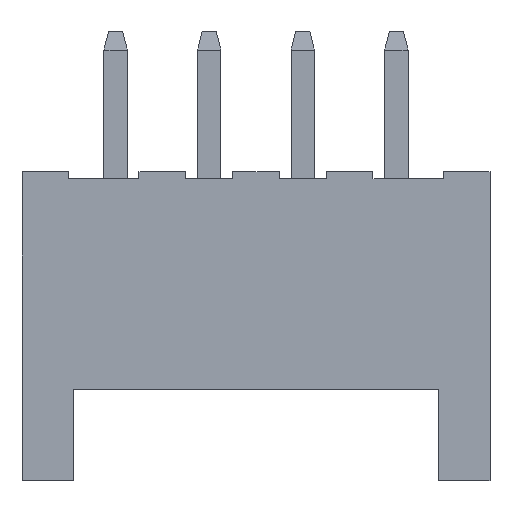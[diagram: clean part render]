
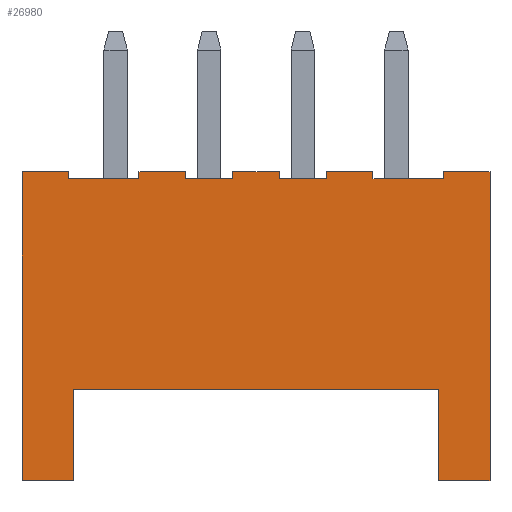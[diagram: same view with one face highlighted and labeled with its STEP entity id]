
A CAD part, front view. The second image highlights one B-rep face of the part: STEP entity #26980.
In plain terms, the highlighted planar face has unit normal (0, -1, 0).
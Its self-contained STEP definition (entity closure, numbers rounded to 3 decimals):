
#1640=CARTESIAN_POINT('',(-10.222,-2.345,0.));
#1650=VERTEX_POINT('',#1640);
#1680=CARTESIAN_POINT('',(-9.122,-2.345,0.));
#1690=DIRECTION('',(-1.,0.,0.));
#1700=VECTOR('',#1690,1.);
#1710=LINE('',#1680,#1700);
#1720=CARTESIAN_POINT('',(-9.122,-2.345,0.));
#1730=VERTEX_POINT('',#1720);
#1740=EDGE_CURVE('',#1730,#1650,#1710,.T.);
#10420=CARTESIAN_POINT('',(-1.222,-2.345,6.45));
#10430=VERTEX_POINT('',#10420);
#10460=CARTESIAN_POINT('',(-10.444,-2.345,6.45));
#10470=DIRECTION('',(-1.,0.,0.));
#10480=VECTOR('',#10470,1.);
#10490=LINE('',#10460,#10480);
#10500=CARTESIAN_POINT('',(-2.722,-2.345,6.45));
#10510=VERTEX_POINT('',#10500);
#10520=EDGE_CURVE('',#10430,#10510,#10490,.T.);
#10740=CARTESIAN_POINT('',(-3.722,-2.345,6.45));
#10750=VERTEX_POINT('',#10740);
#10780=CARTESIAN_POINT('',(-10.444,-2.345,6.45));
#10790=DIRECTION('',(-1.,0.,0.));
#10800=VECTOR('',#10790,1.);
#10810=LINE('',#10780,#10800);
#10820=CARTESIAN_POINT('',(-4.722,-2.345,6.45));
#10830=VERTEX_POINT('',#10820);
#10840=EDGE_CURVE('',#10750,#10830,#10810,.T.);
#11060=CARTESIAN_POINT('',(-5.722,-2.345,6.45));
#11070=VERTEX_POINT('',#11060);
#11100=CARTESIAN_POINT('',(-10.444,-2.345,6.45));
#11110=DIRECTION('',(-1.,0.,0.));
#11120=VECTOR('',#11110,1.);
#11130=LINE('',#11100,#11120);
#11140=CARTESIAN_POINT('',(-6.722,-2.345,6.45));
#11150=VERTEX_POINT('',#11140);
#11160=EDGE_CURVE('',#11070,#11150,#11130,.T.);
#11290=CARTESIAN_POINT('',(-7.722,-2.345,6.45));
#11300=VERTEX_POINT('',#11290);
#11330=CARTESIAN_POINT('',(0.,-2.345,6.45));
#11340=DIRECTION('',(1.,0.,0.));
#11350=VECTOR('',#11340,1.);
#11360=LINE('',#11330,#11350);
#11370=CARTESIAN_POINT('',(-9.222,-2.345,6.45));
#11380=VERTEX_POINT('',#11370);
#11390=EDGE_CURVE('',#11380,#11300,#11360,.T.);
#14410=CARTESIAN_POINT('',(-6.722,-2.345,6.6));
#14420=VERTEX_POINT('',#14410);
#14450=CARTESIAN_POINT('',(0.,-2.345,6.6));
#14460=DIRECTION('',(1.,0.,0.));
#14470=VECTOR('',#14460,1.);
#14480=LINE('',#14450,#14470);
#14490=CARTESIAN_POINT('',(-7.722,-2.345,6.6));
#14500=VERTEX_POINT('',#14490);
#14510=EDGE_CURVE('',#14500,#14420,#14480,.T.);
#17800=CARTESIAN_POINT('',(-2.722,-2.345,0.));
#17810=DIRECTION('',(0.,0.,1.));
#17820=VECTOR('',#17810,1.);
#17830=LINE('',#17800,#17820);
#17840=CARTESIAN_POINT('',(-2.722,-2.345,6.6));
#17850=VERTEX_POINT('',#17840);
#17860=EDGE_CURVE('',#10510,#17850,#17830,.T.);
#18750=CARTESIAN_POINT('',(-10.222,-2.345,6.6));
#18760=VERTEX_POINT('',#18750);
#18770=CARTESIAN_POINT('',(-9.222,-2.345,6.6));
#18780=VERTEX_POINT('',#18770);
#18790=EDGE_CURVE('',#18760,#18780,#14480,.T.);
#21110=CARTESIAN_POINT('',(-1.322,-2.345,1.95));
#21120=VERTEX_POINT('',#21110);
#21290=CARTESIAN_POINT('',(-9.122,-2.345,1.95));
#21300=VERTEX_POINT('',#21290);
#21330=CARTESIAN_POINT('',(-26.,-2.345,1.95));
#21340=DIRECTION('',(-1.,0.,0.));
#21350=VECTOR('',#21340,1.);
#21360=LINE('',#21330,#21350);
#21370=EDGE_CURVE('',#21120,#21300,#21360,.T.);
#24060=CARTESIAN_POINT('',(-1.322,-2.345,
0.));
#24070=VERTEX_POINT('',#24060);
#24100=CARTESIAN_POINT('',(-1.322,-2.345,
0.));
#24110=DIRECTION('',(1.,0.,0.));
#24120=VECTOR('',#24110,1.);
#24130=LINE('',#24100,#24120);
#24140=CARTESIAN_POINT('',(-0.222,-2.345,
0.));
#24150=VERTEX_POINT('',#24140);
#24160=EDGE_CURVE('',#24070,#24150,#24130,.T.);
#24720=CARTESIAN_POINT('',(-1.322,-2.345,
0.));
#24730=DIRECTION('',(0.,0.,1.));
#24740=VECTOR('',#24730,1.);
#24750=LINE('',#24720,#24740);
#24760=EDGE_CURVE('',#24070,#21120,#24750,.T.);
#24910=CARTESIAN_POINT('',(-1.222,-2.345,6.6));
#24920=VERTEX_POINT('',#24910);
#24950=CARTESIAN_POINT('',(-1.222,-2.345,0.));
#24960=DIRECTION('',(0.,0.,-1.));
#24970=VECTOR('',#24960,1.);
#24980=LINE('',#24950,#24970);
#24990=EDGE_CURVE('',#24920,#10430,#24980,.T.);
#25390=CARTESIAN_POINT('',(-5.722,-2.345,6.6));
#25400=VERTEX_POINT('',#25390);
#25570=CARTESIAN_POINT('',(-4.722,-2.345,6.6));
#25580=VERTEX_POINT('',#25570);
#25610=CARTESIAN_POINT('',(-10.444,-2.345,6.6));
#25620=DIRECTION('',(-1.,0.,0.));
#25630=VECTOR('',#25620,1.);
#25640=LINE('',#25610,#25630);
#25650=EDGE_CURVE('',#25580,#25400,#25640,.T.);
#25760=CARTESIAN_POINT('',(-4.722,-2.345,0.));
#25770=DIRECTION('',(0.,0.,1.));
#25780=VECTOR('',#25770,1.);
#25790=LINE('',#25760,#25780);
#25800=EDGE_CURVE('',#10830,#25580,#25790,.T.);
#26150=CARTESIAN_POINT('',(-5.722,-2.345,0.));
#26160=DIRECTION('',(0.,0.,-1.));
#26170=VECTOR('',#26160,1.);
#26180=LINE('',#26150,#26170);
#26190=EDGE_CURVE('',#25400,#11070,#26180,.T.);
#26260=CARTESIAN_POINT('',(-35.615,-2.345,0.527)
);
#26270=DIRECTION('',(0.,-1.,0.));
#26280=DIRECTION('',(1.,0.,0.));
#26290=AXIS2_PLACEMENT_3D('',#26260,#26270,#26280);
#26300=PLANE('',#26290);
#26310=CARTESIAN_POINT('',(-9.122,-2.345,0.));
#26320=DIRECTION('',(0.,0.,1.));
#26330=VECTOR('',#26320,1.);
#26340=LINE('',#26310,#26330);
#26350=EDGE_CURVE('',#1730,#21300,#26340,.T.);
#26360=ORIENTED_EDGE('',*,*,#26350,.T.);
#26370=ORIENTED_EDGE('',*,*,#1740,.F.);
#26380=CARTESIAN_POINT('',(-10.222,-2.345,0.));
#26390=DIRECTION('',(0.,0.,-1.));
#26400=VECTOR('',#26390,1.);
#26410=LINE('',#26380,#26400);
#26420=EDGE_CURVE('',#18760,#1650,#26410,.T.);
#26430=ORIENTED_EDGE('',*,*,#26420,.T.);
#26440=ORIENTED_EDGE('',*,*,#18790,.F.);
#26450=CARTESIAN_POINT('',(-9.222,-2.345,0.));
#26460=DIRECTION('',(0.,0.,-1.));
#26470=VECTOR('',#26460,1.);
#26480=LINE('',#26450,#26470);
#26490=EDGE_CURVE('',#18780,#11380,#26480,.T.);
#26500=ORIENTED_EDGE('',*,*,#26490,.F.);
#26510=ORIENTED_EDGE('',*,*,#11390,.F.);
#26520=CARTESIAN_POINT('',(-7.722,-2.345,0.));
#26530=DIRECTION('',(0.,0.,1.));
#26540=VECTOR('',#26530,1.);
#26550=LINE('',#26520,#26540);
#26560=EDGE_CURVE('',#11300,#14500,#26550,.T.);
#26570=ORIENTED_EDGE('',*,*,#26560,.F.);
#26580=ORIENTED_EDGE('',*,*,#14510,.F.);
#26590=CARTESIAN_POINT('',(-6.722,-2.345,0.));
#26600=DIRECTION('',(0.,0.,1.));
#26610=VECTOR('',#26600,1.);
#26620=LINE('',#26590,#26610);
#26630=EDGE_CURVE('',#11150,#14420,#26620,.T.);
#26640=ORIENTED_EDGE('',*,*,#26630,.T.);
#26650=ORIENTED_EDGE('',*,*,#11160,.T.);
#26660=ORIENTED_EDGE('',*,*,#26190,.T.);
#26670=ORIENTED_EDGE('',*,*,#25650,.T.);
#26680=ORIENTED_EDGE('',*,*,#25800,.T.);
#26690=ORIENTED_EDGE('',*,*,#10840,.T.);
#26700=CARTESIAN_POINT('',(-3.722,-2.345,0.));
#26710=DIRECTION('',(0.,0.,-1.));
#26720=VECTOR('',#26710,1.);
#26730=LINE('',#26700,#26720);
#26740=CARTESIAN_POINT('',(-3.722,-2.345,6.6));
#26750=VERTEX_POINT('',#26740);
#26760=EDGE_CURVE('',#26750,#10750,#26730,.T.);
#26770=ORIENTED_EDGE('',*,*,#26760,.T.);
#26780=EDGE_CURVE('',#17850,#26750,#25640,.T.);
#26790=ORIENTED_EDGE('',*,*,#26780,.T.);
#26800=ORIENTED_EDGE('',*,*,#17860,.T.);
#26810=ORIENTED_EDGE('',*,*,#10520,.T.);
#26820=ORIENTED_EDGE('',*,*,#24990,.T.);
#26830=CARTESIAN_POINT('',(-0.222,-2.345,6.6));
#26840=VERTEX_POINT('',#26830);
#26850=EDGE_CURVE('',#26840,#24920,#25640,.T.);
#26860=ORIENTED_EDGE('',*,*,#26850,.T.);
#26870=CARTESIAN_POINT('',(-0.222,-2.345,
0.));
#26880=DIRECTION('',(0.,0.,-1.));
#26890=VECTOR('',#26880,1.);
#26900=LINE('',#26870,#26890);
#26910=EDGE_CURVE('',#26840,#24150,#26900,.T.);
#26920=ORIENTED_EDGE('',*,*,#26910,.F.);
#26930=ORIENTED_EDGE('',*,*,#24160,.T.);
#26940=ORIENTED_EDGE('',*,*,#24760,.F.);
#26950=ORIENTED_EDGE('',*,*,#21370,.F.);
#26960=EDGE_LOOP('',(#26950,#26940,#26930,#26920,#26860,#26820,#26810,
#26800,#26790,#26770,#26690,#26680,#26670,#26660,#26650,#26640,#26580,
#26570,#26510,#26500,#26440,#26430,#26370,#26360));
#26970=FACE_OUTER_BOUND('',#26960,.T.);
#26980=ADVANCED_FACE('',(#26970),#26300,.T.);
